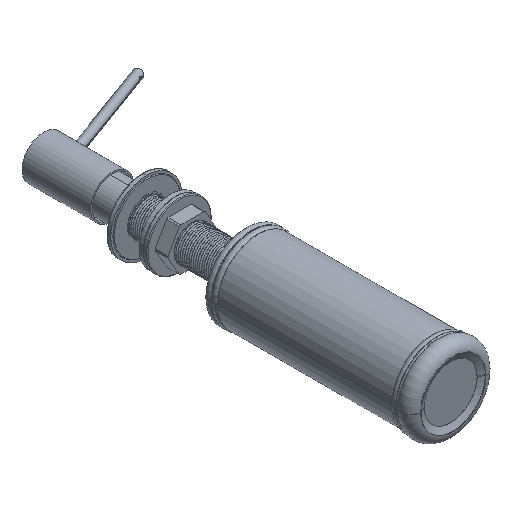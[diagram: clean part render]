
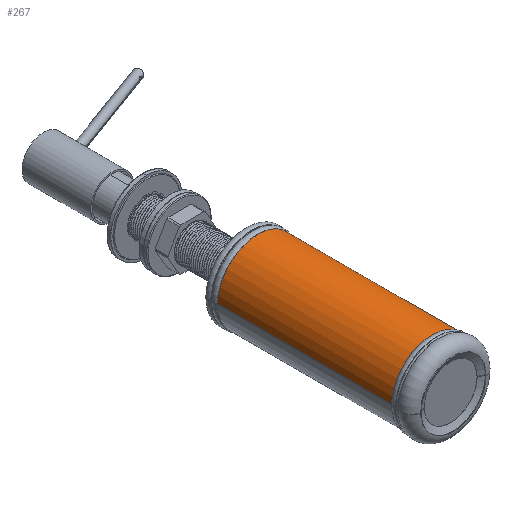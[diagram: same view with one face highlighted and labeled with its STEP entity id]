
A CAD part, isometric view. The second image highlights one B-rep face of the part: STEP entity #267.
In plain terms, the highlighted cylindrical face has radius 28.25 mm (diameter 56.5 mm), a partial arc.
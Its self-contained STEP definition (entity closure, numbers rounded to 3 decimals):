
#267=ADVANCED_FACE('',(#1207),#1208,.T.);
#1207=FACE_OUTER_BOUND('',#3094,.T.);
#1208=CYLINDRICAL_SURFACE('',#3095,28.25);
#3094=EDGE_LOOP('',(#23033,#23034,#23035,#23036));
#3095=AXIS2_PLACEMENT_3D('',#23037,#23038,#23039);
#23033=ORIENTED_EDGE('',*,*,#29935,.T.);
#23034=ORIENTED_EDGE('',*,*,#29936,.F.);
#23035=ORIENTED_EDGE('',*,*,#29934,.F.);
#23036=ORIENTED_EDGE('',*,*,#29937,.T.);
#23037=CARTESIAN_POINT('',(31.9,-10.779,-31.9));
#23038=DIRECTION('',(0.0,-1.0,0.0));
#23039=DIRECTION('',(1.0,0.0,0.0));
#29934=EDGE_CURVE('',#32312,#32310,#32315,.T.);
#29935=EDGE_CURVE('',#32316,#32317,#32318,.T.);
#29936=EDGE_CURVE('',#32310,#32317,#32319,.T.);
#29937=EDGE_CURVE('',#32312,#32316,#32320,.T.);
#32310=VERTEX_POINT('',#36172);
#32312=VERTEX_POINT('',#36174);
#32315=CIRCLE('',#36177,28.25);
#32316=VERTEX_POINT('',#36178);
#32317=VERTEX_POINT('',#36179);
#32318=CIRCLE('',#36180,28.25);
#32319=LINE('',#36181,#36182);
#32320=LINE('',#36183,#36184);
#36172=CARTESIAN_POINT('',(60.15,134.436,-31.9));
#36174=CARTESIAN_POINT('',(3.65,134.436,-31.9));
#36177=AXIS2_PLACEMENT_3D('',#56297,#56298,#56299);
#36178=CARTESIAN_POINT('',(3.65,12.636,-31.9));
#36179=CARTESIAN_POINT('',(60.15,12.636,-31.9));
#36180=AXIS2_PLACEMENT_3D('',#56300,#56301,#56302);
#36181=CARTESIAN_POINT('',(60.15,134.436,-31.9));
#36182=VECTOR('',#56303,121.8);
#36183=CARTESIAN_POINT('',(3.65,134.436,-31.9));
#36184=VECTOR('',#56304,121.8);
#56297=CARTESIAN_POINT('',(31.9,134.436,-31.9));
#56298=DIRECTION('',(0.0,1.0,0.0));
#56299=DIRECTION('',(-1.0,0.0,0.0));
#56300=CARTESIAN_POINT('',(31.9,12.636,-31.9));
#56301=DIRECTION('',(0.0,1.0,0.0));
#56302=DIRECTION('',(-1.0,0.0,0.0));
#56303=DIRECTION('',(0.0,-1.0,0.0));
#56304=DIRECTION('',(0.0,-1.0,0.0));
